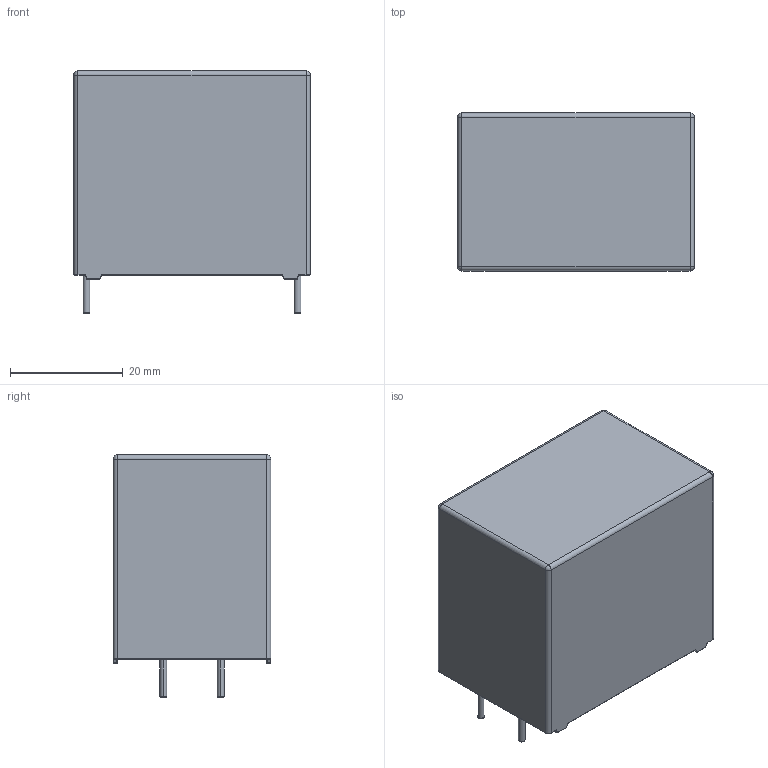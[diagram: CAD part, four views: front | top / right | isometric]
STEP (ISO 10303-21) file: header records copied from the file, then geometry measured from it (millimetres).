
FILE_DESCRIPTION (( 'STEP AP214' ), '1' );
FILE_NAME ('B32776G0146K000.STEP', '2023-01-30T16:16:22', ( '' ), ( '' ), 'SwSTEP 2.0', 'SolidWorks 2022', '' );
FILE_SCHEMA (( 'AUTOMOTIVE_DESIGN' ));
Length unit declared in the file: millimetre
Products named in the file (1): B32776G0146K000
Bounding box: 42 x 28 x 43 mm (x, y, z)
Volume: 42632.1 mm3; surface area: 7445.6 mm2
Topology: 1 solids, 1 shells, 150 faces, 329 edges, 172 vertices
Faces by surface type: cylinder 68, torus 28, plane 26, sphere 20, bspline 8
Entity records: 5732 total; most frequent: CARTESIAN_POINT 823, DIRECTION 758, ORIENTED_EDGE 632, EDGE_CURVE 316, AXIS2_PLACEMENT_3D 315, VERTEX_POINT 172, CIRCLE 172, EDGE_LOOP 154
